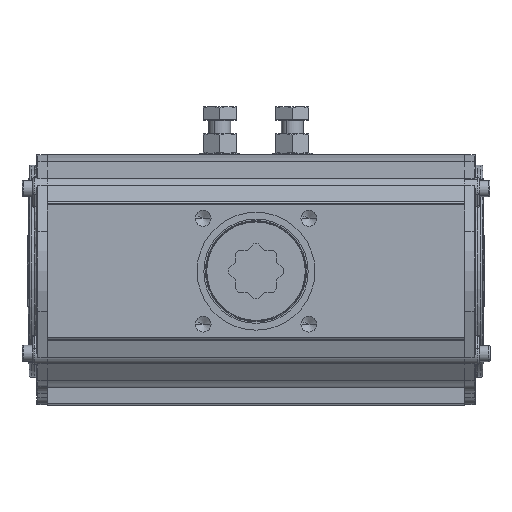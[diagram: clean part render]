
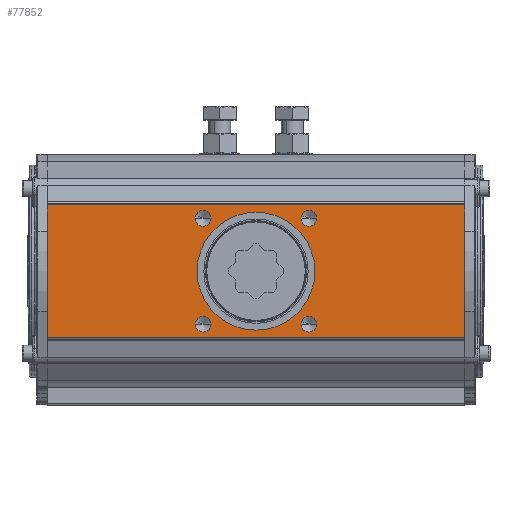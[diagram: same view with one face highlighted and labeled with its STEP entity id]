
A CAD part, front view. The second image highlights one B-rep face of the part: STEP entity #77852.
In plain terms, the highlighted planar face has unit normal (0, -1, 0).
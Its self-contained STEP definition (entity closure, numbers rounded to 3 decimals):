
#29640 = CIRCLE ( 'NONE', #29683, 8.75 ) ;
#29663 = CARTESIAN_POINT ( 'NONE',  ( 58.336, -147., -67.086 ) ) ;
#29664 = DIRECTION ( 'NONE',  ( 0., 0., -1. ) ) ;
#29665 = DIRECTION ( 'NONE',  ( 0., -1., 0. ) ) ;
#29666 = CARTESIAN_POINT ( 'NONE',  ( -58.336, -147., -58.336 ) ) ;
#29683 = AXIS2_PLACEMENT_3D ( 'NONE', #29666, #29665, #29664 ) ;
#29714 = CARTESIAN_POINT ( 'NONE',  ( 58.336, -147., -49.586 ) ) ;
#29729 = CARTESIAN_POINT ( 'NONE',  ( -58.336, -147., -67.086 ) ) ;
#29735 = CARTESIAN_POINT ( 'NONE',  ( -58.336, -147., 49.586 ) ) ;
#29737 = CARTESIAN_POINT ( 'NONE',  ( -58.336, -147., 67.086 ) ) ;
#29749 = CIRCLE ( 'NONE', #29774, 8.75 ) ;
#29757 = DIRECTION ( 'NONE',  ( 0., 0., -1. ) ) ;
#29761 = DIRECTION ( 'NONE',  ( 0., -1., 0. ) ) ;
#29762 = CARTESIAN_POINT ( 'NONE',  ( 58.336, -147., -58.336 ) ) ;
#29763 = DIRECTION ( 'NONE',  ( 0., 0., -1. ) ) ;
#29764 = DIRECTION ( 'NONE',  ( 0., -1., 0. ) ) ;
#29765 = CARTESIAN_POINT ( 'NONE',  ( -58.336, -147., 58.336 ) ) ;
#29766 = CIRCLE ( 'NONE', #29767, 8.75 ) ;
#29767 = AXIS2_PLACEMENT_3D ( 'NONE', #29762, #29761, #29757 ) ;
#29774 = AXIS2_PLACEMENT_3D ( 'NONE', #29765, #29764, #29763 ) ;
#29777 = CARTESIAN_POINT ( 'NONE',  ( -58.336, -147., -49.586 ) ) ;
#29925 = AXIS2_PLACEMENT_3D ( 'NONE', #29975, #30009, #30008 ) ;
#29928 = CARTESIAN_POINT ( 'NONE',  ( 58.336, -147., 67.086 ) ) ;
#29943 = CARTESIAN_POINT ( 'NONE',  ( 58.336, -147., 49.586 ) ) ;
#29964 = CIRCLE ( 'NONE', #29925, 8.75 ) ;
#29975 = CARTESIAN_POINT ( 'NONE',  ( 58.336, -147., 58.336 ) ) ;
#30008 = DIRECTION ( 'NONE',  ( 0., 0., -1. ) ) ;
#30009 = DIRECTION ( 'NONE',  ( 0., -1., 0. ) ) ;
#30102 = DIRECTION ( 'NONE',  ( 0., 0., -1. ) ) ;
#30103 = DIRECTION ( 'NONE',  ( 0., -1., 0. ) ) ;
#30104 = AXIS2_PLACEMENT_3D ( 'NONE', #30108, #30103, #30102 ) ;
#30105 = CIRCLE ( 'NONE', #30104, 65. ) ;
#30108 = CARTESIAN_POINT ( 'NONE',  ( 0., -147., 0. ) ) ;
#30158 = CARTESIAN_POINT ( 'NONE',  ( 0., -147., 65. ) ) ;
#30386 = CARTESIAN_POINT ( 'NONE',  ( 0., -147., -65. ) ) ;
#31879 = CARTESIAN_POINT ( 'NONE',  ( 73., -147., -230. ) ) ;
#31997 = CARTESIAN_POINT ( 'NONE',  ( -73., -147., -230. ) ) ;
#32036 = VECTOR ( 'NONE', #32040, 1000. ) ;
#32040 = DIRECTION ( 'NONE',  ( 1., 0., 0. ) ) ;
#32041 = CARTESIAN_POINT ( 'NONE',  ( -75., -147., -230. ) ) ;
#32045 = LINE ( 'NONE', #32041, #32036 ) ;
#32527 = CARTESIAN_POINT ( 'NONE',  ( 73., -147., 230. ) ) ;
#32538 = CARTESIAN_POINT ( 'NONE',  ( -73., -147., 230. ) ) ;
#32579 = DIRECTION ( 'NONE',  ( 1., 0., 0. ) ) ;
#32580 = VECTOR ( 'NONE', #32579, 1000. ) ;
#32581 = CARTESIAN_POINT ( 'NONE',  ( -75., -147., 230. ) ) ;
#32582 = LINE ( 'NONE', #32581, #32580 ) ;
#33161 = DIRECTION ( 'NONE',  ( 0., 0., 1. ) ) ;
#33162 = VECTOR ( 'NONE', #33161, 1000. ) ;
#33163 = CARTESIAN_POINT ( 'NONE',  ( 73., -147., 230. ) ) ;
#33167 = LINE ( 'NONE', #33163, #33162 ) ;
#33179 = FACE_BOUND ( 'NONE', #77889, .T. ) ;
#33181 = FACE_BOUND ( 'NONE', #77867, .T. ) ;
#33203 = CARTESIAN_POINT ( 'NONE',  ( -75., -147., 230. ) ) ;
#33204 = CARTESIAN_POINT ( 'NONE',  ( -58.336, -147., -58.336 ) ) ;
#33208 = CIRCLE ( 'NONE', #33255, 8.75 ) ;
#33209 = DIRECTION ( 'NONE',  ( 0., 0., 1. ) ) ;
#33210 = DIRECTION ( 'NONE',  ( 0., 1., 0. ) ) ;
#33211 = AXIS2_PLACEMENT_3D ( 'NONE', #33204, #33253, #33251 ) ;
#33213 = CIRCLE ( 'NONE', #33211, 8.75 ) ;
#33215 = PLANE ( 'NONE',  #33224 ) ;
#33218 = DIRECTION ( 'NONE',  ( 0., 0., -1. ) ) ;
#33219 = DIRECTION ( 'NONE',  ( 0., -1., 0. ) ) ;
#33220 = CARTESIAN_POINT ( 'NONE',  ( -58.336, -147., 58.336 ) ) ;
#33221 = AXIS2_PLACEMENT_3D ( 'NONE', #33220, #33219, #33218 ) ;
#33222 = CIRCLE ( 'NONE', #33221, 8.75 ) ;
#33223 = FACE_BOUND ( 'NONE', #77857, .T. ) ;
#33224 = AXIS2_PLACEMENT_3D ( 'NONE', #33203, #33210, #33209 ) ;
#33225 = FACE_BOUND ( 'NONE', #77845, .T. ) ;
#33226 = FACE_OUTER_BOUND ( 'NONE', #77898, .T. ) ;
#33227 = DIRECTION ( 'NONE',  ( 0., 0., -1. ) ) ;
#33228 = VECTOR ( 'NONE', #33227, 1000. ) ;
#33230 = FACE_BOUND ( 'NONE', #77844, .T. ) ;
#33234 = CARTESIAN_POINT ( 'NONE',  ( -73., -147., 230. ) ) ;
#33235 = LINE ( 'NONE', #33234, #33228 ) ;
#33251 = DIRECTION ( 'NONE',  ( 0., 0., -1. ) ) ;
#33253 = DIRECTION ( 'NONE',  ( 0., -1., 0. ) ) ;
#33255 = AXIS2_PLACEMENT_3D ( 'NONE', #33276, #33275, #33274 ) ;
#33274 = DIRECTION ( 'NONE',  ( 0., 0., -1. ) ) ;
#33275 = DIRECTION ( 'NONE',  ( 0., -1., 0. ) ) ;
#33276 = CARTESIAN_POINT ( 'NONE',  ( 58.336, -147., -58.336 ) ) ;
#33291 = AXIS2_PLACEMENT_3D ( 'NONE', #33312, #33311, #33310 ) ;
#33295 = CIRCLE ( 'NONE', #33300, 8.75 ) ;
#33300 = AXIS2_PLACEMENT_3D ( 'NONE', #33337, #33336, #33335 ) ;
#33310 = DIRECTION ( 'NONE',  ( 0., 0., -1. ) ) ;
#33311 = DIRECTION ( 'NONE',  ( 0., -1., 0. ) ) ;
#33312 = CARTESIAN_POINT ( 'NONE',  ( 0., -147., 0. ) ) ;
#33332 = CIRCLE ( 'NONE', #33291, 65. ) ;
#33335 = DIRECTION ( 'NONE',  ( 0., 0., -1. ) ) ;
#33336 = DIRECTION ( 'NONE',  ( 0., -1., 0. ) ) ;
#33337 = CARTESIAN_POINT ( 'NONE',  ( 58.336, -147., 58.336 ) ) ;
#76645 = EDGE_CURVE ( 'NONE', #76681, #76680, #29640, .T. ) ;
#76647 = VERTEX_POINT ( 'NONE', #29663 ) ;
#76651 = VERTEX_POINT ( 'NONE', #29714 ) ;
#76669 = VERTEX_POINT ( 'NONE', #29737 ) ;
#76678 = VERTEX_POINT ( 'NONE', #29735 ) ;
#76680 = VERTEX_POINT ( 'NONE', #29729 ) ;
#76681 = VERTEX_POINT ( 'NONE', #29777 ) ;
#76682 = EDGE_CURVE ( 'NONE', #76669, #76678, #29749, .T. ) ;
#76688 = EDGE_CURVE ( 'NONE', #76651, #76647, #29766, .T. ) ;
#76754 = VERTEX_POINT ( 'NONE', #29943 ) ;
#76756 = VERTEX_POINT ( 'NONE', #29928 ) ;
#76768 = EDGE_CURVE ( 'NONE', #76756, #76754, #29964, .T. ) ;
#76812 = EDGE_CURVE ( 'NONE', #76834, #76892, #30105, .T. ) ;
#76834 = VERTEX_POINT ( 'NONE', #30158 ) ;
#76892 = VERTEX_POINT ( 'NONE', #30386 ) ;
#77256 = VERTEX_POINT ( 'NONE', #31879 ) ;
#77325 = VERTEX_POINT ( 'NONE', #31997 ) ;
#77336 = EDGE_CURVE ( 'NONE', #77325, #77256, #32045, .T. ) ;
#77570 = VERTEX_POINT ( 'NONE', #32527 ) ;
#77575 = VERTEX_POINT ( 'NONE', #32538 ) ;
#77580 = EDGE_CURVE ( 'NONE', #77575, #77570, #32582, .T. ) ;
#77782 = ORIENTED_EDGE ( 'NONE', *, *, #77895, .F. ) ;
#77828 = EDGE_CURVE ( 'NONE', #77256, #77570, #33167, .T. ) ;
#77835 = ORIENTED_EDGE ( 'NONE', *, *, #76812, .F. ) ;
#77836 = ORIENTED_EDGE ( 'NONE', *, *, #77580, .F. ) ;
#77840 = ORIENTED_EDGE ( 'NONE', *, *, #76768, .F. ) ;
#77842 = EDGE_CURVE ( 'NONE', #77575, #77325, #33235, .T. ) ;
#77843 = ORIENTED_EDGE ( 'NONE', *, *, #76682, .F. ) ;
#77844 = EDGE_LOOP ( 'NONE', ( #77855, #77843 ) ) ;
#77845 = EDGE_LOOP ( 'NONE', ( #77866, #77849 ) ) ;
#77848 = EDGE_CURVE ( 'NONE', #76678, #76669, #33222, .T. ) ;
#77849 = ORIENTED_EDGE ( 'NONE', *, *, #76645, .F. ) ;
#77852 = ADVANCED_FACE ( 'NONE', ( #33230, #33225, #33223, #33181, #33179, #33226 ), #33215, .F. ) ;
#77855 = ORIENTED_EDGE ( 'NONE', *, *, #77848, .F. ) ;
#77857 = EDGE_LOOP ( 'NONE', ( #77859, #77894 ) ) ;
#77859 = ORIENTED_EDGE ( 'NONE', *, *, #77864, .F. ) ;
#77860 = EDGE_CURVE ( 'NONE', #76680, #76681, #33213, .T. ) ;
#77864 = EDGE_CURVE ( 'NONE', #76647, #76651, #33208, .T. ) ;
#77866 = ORIENTED_EDGE ( 'NONE', *, *, #77860, .F. ) ;
#77867 = EDGE_LOOP ( 'NONE', ( #77782, #77840 ) ) ;
#77889 = EDGE_LOOP ( 'NONE', ( #77892, #77835 ) ) ;
#77892 = ORIENTED_EDGE ( 'NONE', *, *, #77906, .F. ) ;
#77894 = ORIENTED_EDGE ( 'NONE', *, *, #76688, .F. ) ;
#77895 = EDGE_CURVE ( 'NONE', #76754, #76756, #33295, .T. ) ;
#77898 = EDGE_LOOP ( 'NONE', ( #77902, #77956, #77836, #77970 ) ) ;
#77902 = ORIENTED_EDGE ( 'NONE', *, *, #77336, .T. ) ;
#77906 = EDGE_CURVE ( 'NONE', #76892, #76834, #33332, .T. ) ;
#77956 = ORIENTED_EDGE ( 'NONE', *, *, #77828, .T. ) ;
#77970 = ORIENTED_EDGE ( 'NONE', *, *, #77842, .T. ) ;
